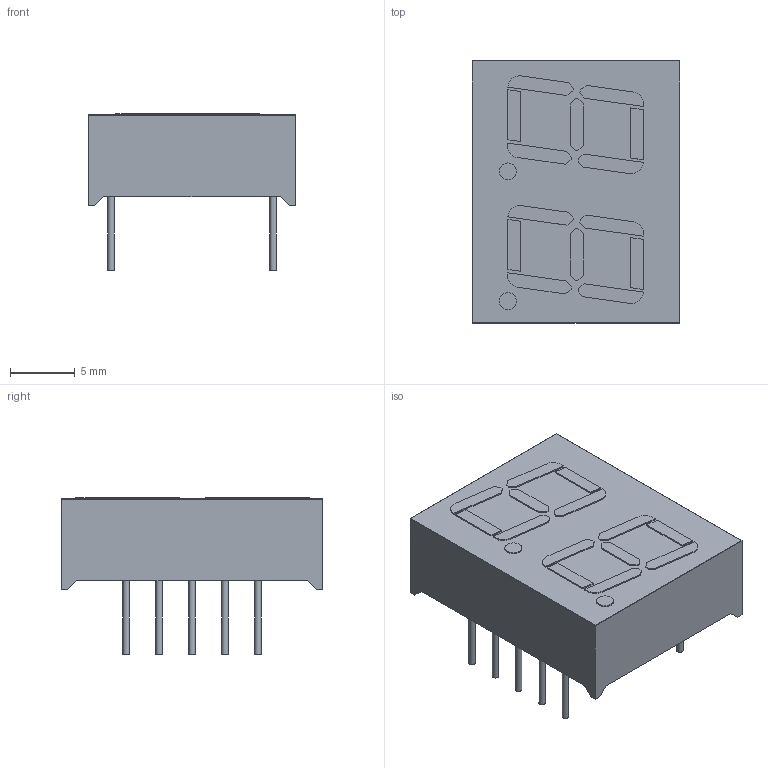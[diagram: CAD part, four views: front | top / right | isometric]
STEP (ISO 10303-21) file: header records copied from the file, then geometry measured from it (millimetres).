
FILE_DESCRIPTION(('FreeCAD Model'),'2;1');
FILE_NAME('Cut001_sp.step','2017-07-25T12:55:26',( 'kicad StepUp'),('ksu MCAD'),'Open CASCADE STEP processor 7.1', 'FreeCAD','Unknown');
FILE_SCHEMA(('AUTOMOTIVE_DESIGN { 1 0 10303 214 1 1 1 1 }'));
Length unit declared in the file: millimetre
Products named in the file (1): Cut001_sp
Bounding box: 16 x 20.2 x 12.1 mm (x, y, z)
Volume: 2055.8 mm3; surface area: 1214.4 mm2
Topology: 1 solids, 1 shells, 156 faces, 372 edges, 244 vertices
Faces by surface type: plane 136, cylinder 20
Full cylindrical faces by diameter (mm): 0.501 x10, 1.3 x2
Entity records: 3269 total; most frequent: CARTESIAN_POINT 627, ORIENTED_EDGE 576, EDGE_CURVE 372, LINE 316, VERTEX_POINT 244, FACE_BOUND 182, EDGE_LOOP 182, AXIS2_PLACEMENT_3D 162
